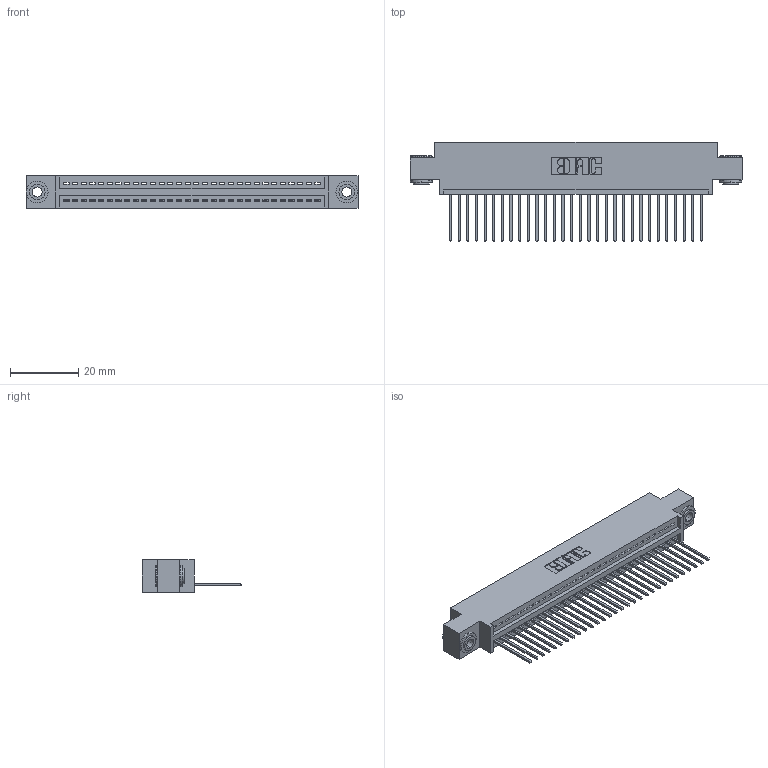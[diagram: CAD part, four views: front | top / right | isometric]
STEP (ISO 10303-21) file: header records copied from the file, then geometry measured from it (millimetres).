
FILE_DESCRIPTION (( 'STEP AP203' ), '1' );
FILE_NAME ('345-030-540-603.STEP', '2018-08-23T05:32:11', ( '' ), ( '' ), 'SwSTEP 2.0', 'SolidWorks 2016', '' );
FILE_SCHEMA (( 'CONFIG_CONTROL_DESIGN' ));
Length unit declared in the file: inch
Products named in the file (4): 345 Part_0.170 Offset - 0.156 Dia-TH; 345-292-001_345-293-140; 345-250-002_345-250-002-102; 345-030-540-603
Assembly tree (33 placements, depth 2):
  345-030-540-603
    345 Part_0.170 Offset - 0.156 Dia-TH
    345-292-001_345-293-140  x30
    345-250-002_345-250-002-102  x2
Bounding box: 97.41 x 29.13 x 9.4 mm (x, y, z)
Volume: 9100.3 mm3; surface area: 12563.8 mm2
Topology: 33 solids, 33 shells, 1908 faces, 5709 edges, 3762 vertices
Faces by surface type: plane 1294, cylinder 606, cone 8
Entity records: 24994 total; most frequent: CARTESIAN_POINT 4309, ORIENTED_EDGE 4266, DIRECTION 3811, EDGE_CURVE 2133, VECTOR 1857, LINE 1857, VERTEX_POINT 1418, AXIS2_PLACEMENT_3D 977
